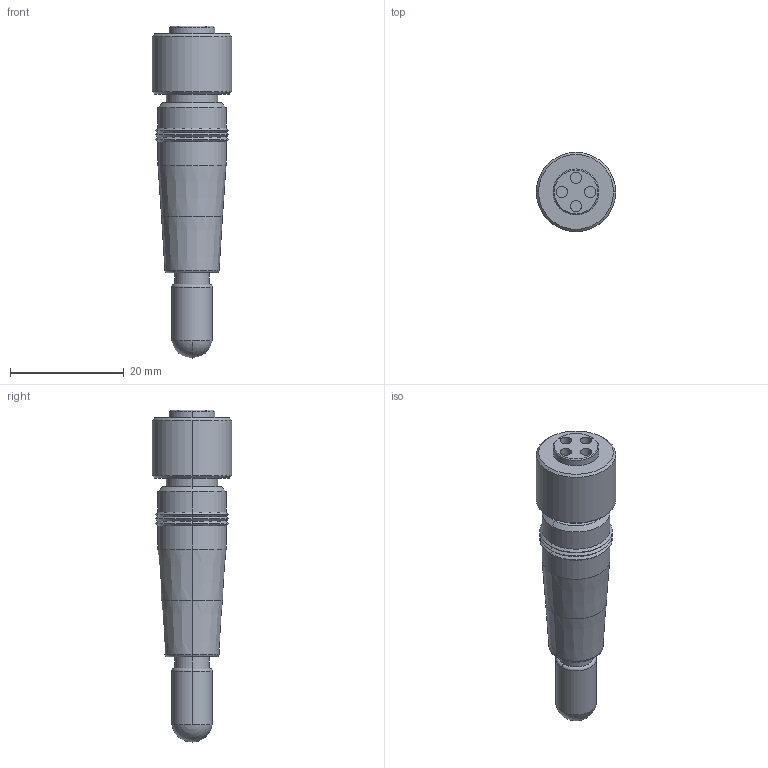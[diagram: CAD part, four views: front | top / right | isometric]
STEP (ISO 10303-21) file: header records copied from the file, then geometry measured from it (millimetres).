
FILE_DESCRIPTION (( 'STEP AP214' ), '1' );
FILE_NAME ('LEC-CGR.STEP', '2018-05-24T02:34:56', ( 'SONIC' ), ( 'UNITCOM PC' ), 'SwSTEP 2.0', 'SolidWorks 2015', '' );
FILE_SCHEMA (( 'AUTOMOTIVE_DESIGN' ));
Length unit declared in the file: millimetre
Products named in the file (1): LEC-CGR
Bounding box: 14 x 14 x 58.5 mm (x, y, z)
Volume: 5225.6 mm3; surface area: 2389.1 mm2
Topology: 1 solids, 1 shells, 61 faces, 122 edges, 71 vertices
Faces by surface type: cone 24, cylinder 22, plane 9, torus 4, sphere 2
Entity records: 1618 total; most frequent: DIRECTION 322, CARTESIAN_POINT 255, ORIENTED_EDGE 244, AXIS2_PLACEMENT_3D 138, EDGE_CURVE 122, CIRCLE 76, VERTEX_POINT 71, EDGE_LOOP 69
